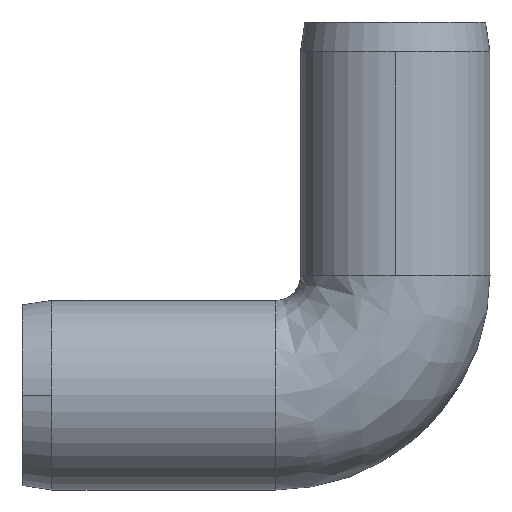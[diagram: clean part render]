
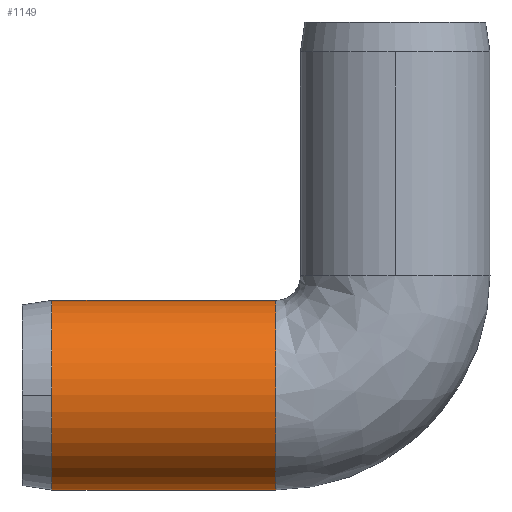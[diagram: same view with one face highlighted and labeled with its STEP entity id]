
A CAD part, left-side view. The second image highlights one B-rep face of the part: STEP entity #1149.
In plain terms, the highlighted cylindrical face has radius 6.35 mm (diameter 12.7 mm), a partial arc.
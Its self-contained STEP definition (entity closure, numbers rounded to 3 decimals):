
#138 = VECTOR ( 'NONE', #2021, 1000. ) ;
#203 = AXIS2_PLACEMENT_3D ( 'NONE', #996, #666, #843 ) ;
#213 = CIRCLE ( 'NONE', #1579, 6.35 ) ;
#275 = DIRECTION ( 'NONE',  ( 0., 1., 0. ) ) ;
#293 = LINE ( 'NONE', #2078, #1642 ) ;
#305 = CARTESIAN_POINT ( 'NONE',  ( 0., 16.5, -18.65 ) ) ;
#444 = DIRECTION ( 'NONE',  ( 0., -1., 0. ) ) ;
#635 = CARTESIAN_POINT ( 'NONE',  ( 0., 23., -25. ) ) ;
#666 = DIRECTION ( 'NONE',  ( 0., -1., 0. ) ) ;
#805 = CARTESIAN_POINT ( 'NONE',  ( 0., 8., -25. ) ) ;
#823 = VERTEX_POINT ( 'NONE', #1843 ) ;
#837 = EDGE_CURVE ( 'NONE', #1769, #1824, #1928, .T. ) ;
#843 = DIRECTION ( 'NONE',  ( 0., 0., -1. ) ) ;
#895 = AXIS2_PLACEMENT_3D ( 'NONE', #2119, #444, #1459 ) ;
#988 = VERTEX_POINT ( 'NONE', #1533 ) ;
#996 = CARTESIAN_POINT ( 'NONE',  ( 0., 16.5, -25. ) ) ;
#998 = EDGE_CURVE ( 'NONE', #1769, #823, #1017, .T. ) ;
#1017 = CIRCLE ( 'NONE', #1627, 6.35 ) ;
#1021 = EDGE_CURVE ( 'NONE', #1316, #1824, #213, .T. ) ;
#1062 = CARTESIAN_POINT ( 'NONE',  ( 0., 23., -18.65 ) ) ;
#1149 = ADVANCED_FACE ( 'NONE', ( #1577 ), #1739, .T. ) ;
#1316 = VERTEX_POINT ( 'NONE', #1558 ) ;
#1325 = EDGE_CURVE ( 'NONE', #988, #1316, #293, .T. ) ;
#1335 = ORIENTED_EDGE ( 'NONE', *, *, #998, .T. ) ;
#1361 = ORIENTED_EDGE ( 'NONE', *, *, #837, .F. ) ;
#1381 = EDGE_CURVE ( 'NONE', #823, #988, #2147, .T. ) ;
#1455 = CARTESIAN_POINT ( 'NONE',  ( 0., 8., -18.65 ) ) ;
#1459 = DIRECTION ( 'NONE',  ( 0., 0., -1. ) ) ;
#1500 = ORIENTED_EDGE ( 'NONE', *, *, #1381, .T. ) ;
#1533 = CARTESIAN_POINT ( 'NONE',  ( 0., 23., -31.35 ) ) ;
#1558 = CARTESIAN_POINT ( 'NONE',  ( 0., 8., -31.35 ) ) ;
#1577 = FACE_OUTER_BOUND ( 'NONE', #1740, .T. ) ;
#1579 = AXIS2_PLACEMENT_3D ( 'NONE', #805, #275, #2157 ) ;
#1627 = AXIS2_PLACEMENT_3D ( 'NONE', #635, #2175, #1655 ) ;
#1642 = VECTOR ( 'NONE', #1943, 1000. ) ;
#1655 = DIRECTION ( 'NONE',  ( 0., 0., -1. ) ) ;
#1739 = CYLINDRICAL_SURFACE ( 'NONE', #203, 6.35 ) ;
#1740 = EDGE_LOOP ( 'NONE', ( #1361, #1335, #1500, #2151, #2174 ) ) ;
#1769 = VERTEX_POINT ( 'NONE', #1062 ) ;
#1824 = VERTEX_POINT ( 'NONE', #1455 ) ;
#1843 = CARTESIAN_POINT ( 'NONE',  ( -6.35, 23., -25. ) ) ;
#1928 = LINE ( 'NONE', #305, #138 ) ;
#1943 = DIRECTION ( 'NONE',  ( 0., -1., 0. ) ) ;
#2021 = DIRECTION ( 'NONE',  ( 0., -1., 0. ) ) ;
#2078 = CARTESIAN_POINT ( 'NONE',  ( 0., 16.5, -31.35 ) ) ;
#2119 = CARTESIAN_POINT ( 'NONE',  ( 0., 23., -25. ) ) ;
#2147 = CIRCLE ( 'NONE', #895, 6.35 ) ;
#2151 = ORIENTED_EDGE ( 'NONE', *, *, #1325, .T. ) ;
#2157 = DIRECTION ( 'NONE',  ( 0., 0., -1. ) ) ;
#2174 = ORIENTED_EDGE ( 'NONE', *, *, #1021, .T. ) ;
#2175 = DIRECTION ( 'NONE',  ( 0., -1., 0. ) ) ;
